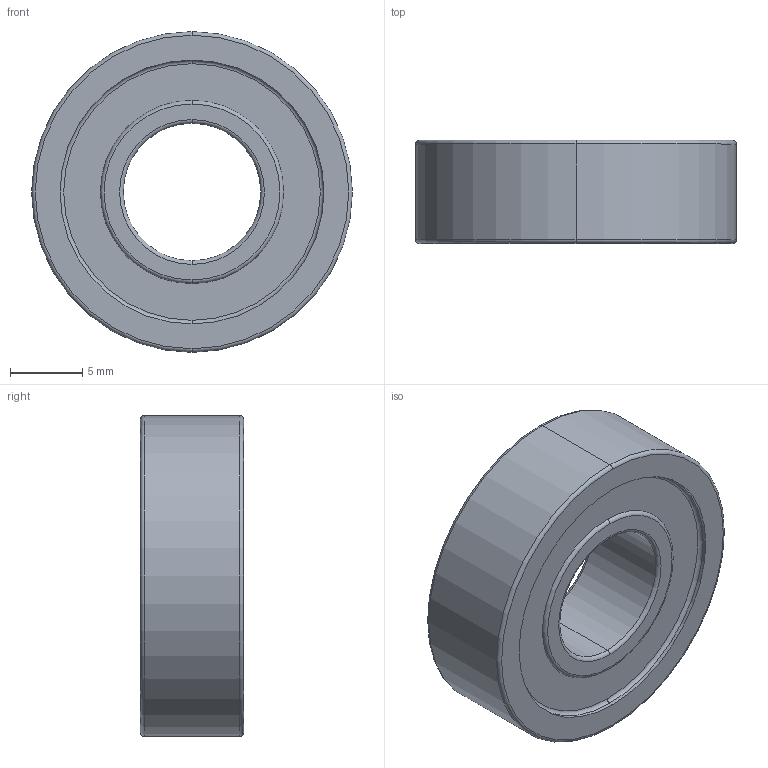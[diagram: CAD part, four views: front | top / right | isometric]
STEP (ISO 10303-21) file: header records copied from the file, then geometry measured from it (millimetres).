
FILE_DESCRIPTION (( 'STEP AP214' ), '1' );
FILE_NAME ('am-0516 0.375'''' id bearing, shielded (R6ZZ).STEP', '2018-08-14T15:34:48', ( '' ), ( '' ), 'SwSTEP 2.0', 'SolidWorks 2018', '' );
FILE_SCHEMA (( 'AUTOMOTIVE_DESIGN' ));
Length unit declared in the file: inch
Products named in the file (1): am-0516 0.375'''' id bearing, shielded (R6ZZ)
Bounding box: 22.23 x 7.14 x 22.23 mm (x, y, z)
Volume: 2093.8 mm3; surface area: 1366.3 mm2
Topology: 1 solids, 1 shells, 30 faces, 60 edges, 36 vertices
Faces by surface type: torus 16, cylinder 8, plane 6
Entity records: 896 total; most frequent: DIRECTION 174, CARTESIAN_POINT 127, ORIENTED_EDGE 120, AXIS2_PLACEMENT_3D 83, EDGE_CURVE 60, CIRCLE 52, EDGE_LOOP 36, VERTEX_POINT 36
